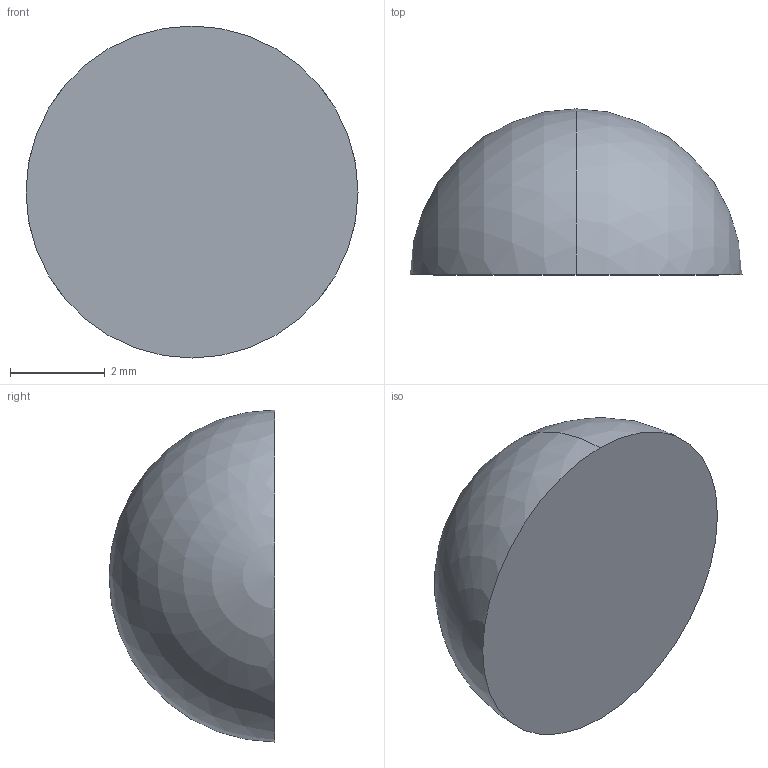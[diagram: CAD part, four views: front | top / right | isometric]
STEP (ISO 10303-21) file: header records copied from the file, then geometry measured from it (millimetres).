
FILE_DESCRIPTION (( 'STEP AP214' ), '1' );
FILE_NAME ('CTN002731.STEP', '2016-07-26T01:37:32', ( '' ), ( '' ), 'SwSTEP 2.0', 'SolidWorks 2016', '' );
FILE_SCHEMA (( 'AUTOMOTIVE_DESIGN' ));
Length unit declared in the file: millimetre
Products named in the file (1): CTN002731
Bounding box: 7 x 3.5 x 7 mm (x, y, z)
Volume: 89.8 mm3; surface area: 115.5 mm2
Topology: 1 solids, 1 shells, 3 faces, 8 edges, 5 vertices
Faces by surface type: sphere 2, plane 1
Entity records: 137 total; most frequent: DIRECTION 16, CARTESIAN_POINT 11, AXIS2_PLACEMENT_3D 8, ORIENTED_EDGE 8, UNCERTAINTY_MEASURE_WITH_UNIT 6, PRESENTATION_STYLE_ASSIGNMENT 5, FILL_AREA_STYLE 5, SURFACE_STYLE_FILL_AREA 5
